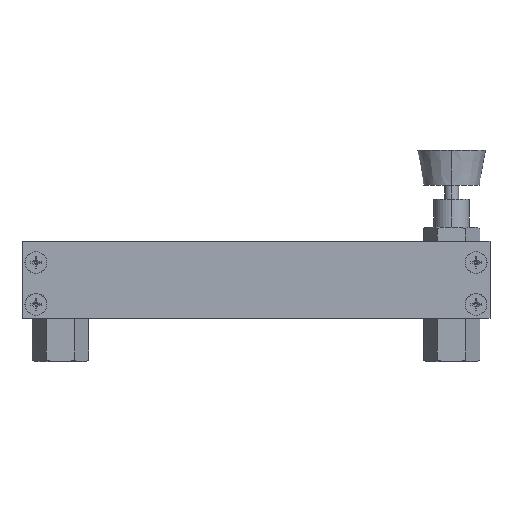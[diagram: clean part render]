
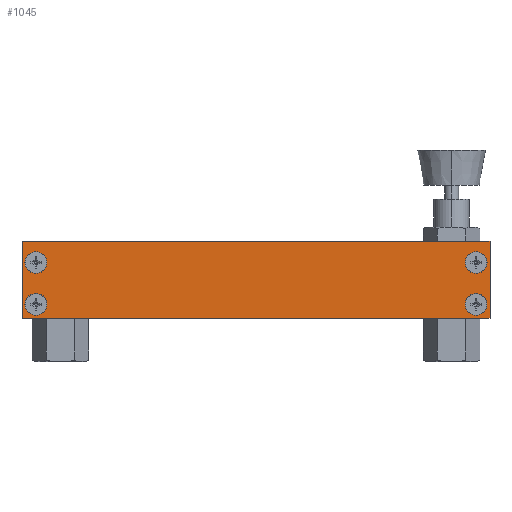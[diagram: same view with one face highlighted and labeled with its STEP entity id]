
A CAD part, left-side view. The second image highlights one B-rep face of the part: STEP entity #1045.
In plain terms, the highlighted face is planar.
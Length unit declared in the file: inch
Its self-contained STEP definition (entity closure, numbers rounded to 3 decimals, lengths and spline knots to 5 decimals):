
#6=DIRECTION('',(0.,1.,0.));
#7=VECTOR('',#6,1.38);
#8=CARTESIAN_POINT('',(0.,0.,-0.75));
#9=LINE('',#8,#7);
#230=DIRECTION('',(1.,0.,0.));
#231=VECTOR('',#230,8.375);
#232=CARTESIAN_POINT('',(0.,1.38,-0.75));
#233=LINE('',#232,#231);
#234=DIRECTION('',(1.,0.,0.));
#235=VECTOR('',#234,8.375);
#236=CARTESIAN_POINT('',(0.,0.,-0.75));
#237=LINE('',#236,#235);
#238=CARTESIAN_POINT('',(8.125,1.13,-0.75));
#239=DIRECTION('',(0.,0.,1.));
#240=DIRECTION('',(1.,0.,0.));
#241=AXIS2_PLACEMENT_3D('',#238,#239,#240);
#243=CARTESIAN_POINT('',(8.125,1.13,-0.75));
#244=DIRECTION('',(0.,0.,1.));
#245=DIRECTION('',(-1.,0.,0.));
#246=AXIS2_PLACEMENT_3D('',#243,#244,#245);
#248=CARTESIAN_POINT('',(8.125,0.38,-0.75));
#249=DIRECTION('',(0.,0.,1.));
#250=DIRECTION('',(-1.,0.,0.));
#251=AXIS2_PLACEMENT_3D('',#248,#249,#250);
#253=CARTESIAN_POINT('',(8.125,0.38,-0.75));
#254=DIRECTION('',(0.,0.,1.));
#255=DIRECTION('',(1.,0.,0.));
#256=AXIS2_PLACEMENT_3D('',#253,#254,#255);
#258=CARTESIAN_POINT('',(0.248,1.13,-0.75));
#259=DIRECTION('',(0.,0.,1.));
#260=DIRECTION('',(1.,0.,0.));
#261=AXIS2_PLACEMENT_3D('',#258,#259,#260);
#263=CARTESIAN_POINT('',(0.248,1.13,-0.75));
#264=DIRECTION('',(0.,0.,1.));
#265=DIRECTION('',(-1.,0.,0.));
#266=AXIS2_PLACEMENT_3D('',#263,#264,#265);
#268=CARTESIAN_POINT('',(0.248,0.38,-0.75));
#269=DIRECTION('',(0.,0.,1.));
#270=DIRECTION('',(1.,0.,0.));
#271=AXIS2_PLACEMENT_3D('',#268,#269,#270);
#273=CARTESIAN_POINT('',(0.248,0.38,-0.75));
#274=DIRECTION('',(0.,0.,1.));
#275=DIRECTION('',(-1.,0.,0.));
#276=AXIS2_PLACEMENT_3D('',#273,#274,#275);
#306=DIRECTION('',(0.,1.,0.));
#307=VECTOR('',#306,1.38);
#308=CARTESIAN_POINT('',(8.375,0.,-0.75));
#309=LINE('',#308,#307);
#599=CARTESIAN_POINT('',(0.,0.,-0.75));
#601=VERTEX_POINT('',#599);
#602=CARTESIAN_POINT('',(0.,1.38,-0.75));
#603=VERTEX_POINT('',#602);
#615=CARTESIAN_POINT('',(8.375,0.,-0.75));
#617=VERTEX_POINT('',#615);
#618=CARTESIAN_POINT('',(8.375,1.38,-0.75));
#619=VERTEX_POINT('',#618);
#702=CARTESIAN_POINT('',(8.32125,1.13,-0.75));
#703=CARTESIAN_POINT('',(7.92875,1.13,-0.75));
#704=VERTEX_POINT('',#702);
#705=VERTEX_POINT('',#703);
#710=CARTESIAN_POINT('',(7.9285,0.38,-0.75));
#711=CARTESIAN_POINT('',(8.3215,0.38,-0.75));
#712=VERTEX_POINT('',#710);
#713=VERTEX_POINT('',#711);
#718=CARTESIAN_POINT('',(0.4445,1.13,-0.75));
#719=CARTESIAN_POINT('',(0.0515,1.13,-0.75));
#720=VERTEX_POINT('',#718);
#721=VERTEX_POINT('',#719);
#726=CARTESIAN_POINT('',(0.4445,0.38,-0.75));
#727=CARTESIAN_POINT('',(0.0515,0.38,-0.75));
#728=VERTEX_POINT('',#726);
#729=VERTEX_POINT('',#727);
#1009=CARTESIAN_POINT('',(0.,0.,-0.75));
#1010=DIRECTION('',(0.,0.,-1.));
#1011=DIRECTION('',(0.,1.,0.));
#1012=AXIS2_PLACEMENT_3D('',#1009,#1010,#1011);
#1013=PLANE('',#1012);
#1014=ORIENTED_EDGE('',*,*,#773,.F.);
#1015=ORIENTED_EDGE('',*,*,#800,.T.);
#1017=ORIENTED_EDGE('',*,*,#1016,.T.);
#1018=ORIENTED_EDGE('',*,*,#1001,.F.);
#1019=EDGE_LOOP('',(#1014,#1015,#1017,#1018));
#1020=FACE_OUTER_BOUND('',#1019,.F.);
#1022=ORIENTED_EDGE('',*,*,#1021,.F.);
#1024=ORIENTED_EDGE('',*,*,#1023,.F.);
#1025=EDGE_LOOP('',(#1022,#1024));
#1026=FACE_BOUND('',#1025,.F.);
#1028=ORIENTED_EDGE('',*,*,#1027,.F.);
#1030=ORIENTED_EDGE('',*,*,#1029,.F.);
#1031=EDGE_LOOP('',(#1028,#1030));
#1032=FACE_BOUND('',#1031,.F.);
#1034=ORIENTED_EDGE('',*,*,#1033,.F.);
#1036=ORIENTED_EDGE('',*,*,#1035,.F.);
#1037=EDGE_LOOP('',(#1034,#1036));
#1038=FACE_BOUND('',#1037,.F.);
#1040=ORIENTED_EDGE('',*,*,#1039,.F.);
#1042=ORIENTED_EDGE('',*,*,#1041,.F.);
#1043=EDGE_LOOP('',(#1040,#1042));
#1044=FACE_BOUND('',#1043,.F.);
#1045=ADVANCED_FACE('',(#1020,#1026,#1032,#1038,#1044),#1013,.T.);
#242=CIRCLE('',#241,0.19625);
#247=CIRCLE('',#246,0.19625);
#252=CIRCLE('',#251,0.1965);
#257=CIRCLE('',#256,0.1965);
#262=CIRCLE('',#261,0.1965);
#267=CIRCLE('',#266,0.1965);
#272=CIRCLE('',#271,0.1965);
#277=CIRCLE('',#276,0.1965);
#773=EDGE_CURVE('',#601,#603,#9,.T.);
#800=EDGE_CURVE('',#601,#617,#237,.T.);
#1001=EDGE_CURVE('',#603,#619,#233,.T.);
#1016=EDGE_CURVE('',#617,#619,#309,.T.);
#1021=EDGE_CURVE('',#704,#705,#242,.T.);
#1023=EDGE_CURVE('',#705,#704,#247,.T.);
#1027=EDGE_CURVE('',#712,#713,#252,.T.);
#1029=EDGE_CURVE('',#713,#712,#257,.T.);
#1033=EDGE_CURVE('',#720,#721,#262,.T.);
#1035=EDGE_CURVE('',#721,#720,#267,.T.);
#1039=EDGE_CURVE('',#728,#729,#272,.T.);
#1041=EDGE_CURVE('',#729,#728,#277,.T.);
